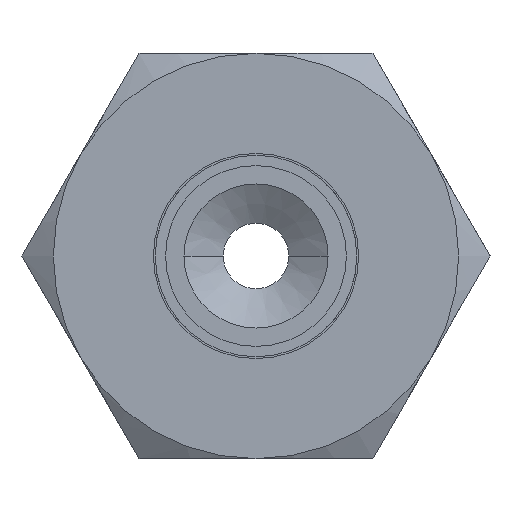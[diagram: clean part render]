
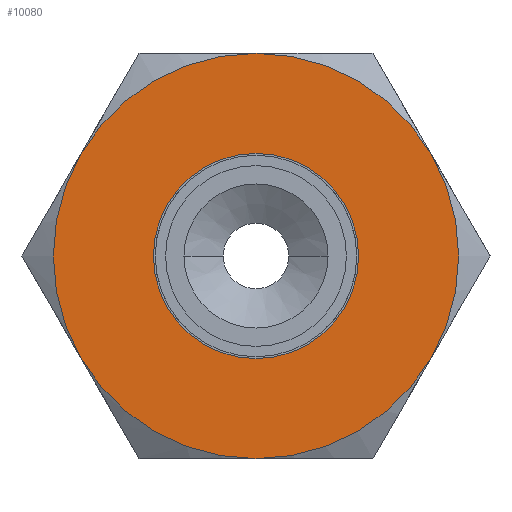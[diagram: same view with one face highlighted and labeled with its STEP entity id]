
A CAD part, left-side view. The second image highlights one B-rep face of the part: STEP entity #10080.
In plain terms, the highlighted planar face has unit normal (-1, 0, 0).
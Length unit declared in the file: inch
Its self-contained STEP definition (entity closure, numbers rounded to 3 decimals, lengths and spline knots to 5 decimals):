
#27 = EDGE_CURVE ( 'NONE', #7912, #709, #3081, .T. ) ;
#114 = AXIS2_PLACEMENT_3D ( 'NONE', #2602, #10045, #6926 ) ;
#305 = AXIS2_PLACEMENT_3D ( 'NONE', #11277, #1733, #11236 ) ;
#331 = ORIENTED_EDGE ( 'NONE', *, *, #10342, .F. ) ;
#467 = VERTEX_POINT ( 'NONE', #7625 ) ;
#481 = AXIS2_PLACEMENT_3D ( 'NONE', #11537, #6143, #3042 ) ;
#630 = CIRCLE ( 'NONE', #2370, 0.5625 ) ;
#709 = VERTEX_POINT ( 'NONE', #8365 ) ;
#930 = ORIENTED_EDGE ( 'NONE', *, *, #8678, .F. ) ;
#944 = DIRECTION ( 'NONE',  ( 1., 0., 0. ) ) ;
#1311 = DIRECTION ( 'NONE',  ( 0., 0., -1. ) ) ;
#1475 = EDGE_LOOP ( 'NONE', ( #12132, #331, #930, #10746, #13721, #5681 ) ) ;
#1680 = CARTESIAN_POINT ( 'NONE',  ( -0.9445, 0., 0. ) ) ;
#1733 = DIRECTION ( 'NONE',  ( 1., 0., 0. ) ) ;
#1924 = AXIS2_PLACEMENT_3D ( 'NONE', #2420, #4613, #9744 ) ;
#1945 = VERTEX_POINT ( 'NONE', #6186 ) ;
#2370 = AXIS2_PLACEMENT_3D ( 'NONE', #1680, #8297, #12411 ) ;
#2420 = CARTESIAN_POINT ( 'NONE',  ( -0.9445, 0., 0. ) ) ;
#2440 = DIRECTION ( 'NONE',  ( 0., 0., -1. ) ) ;
#2530 = AXIS2_PLACEMENT_3D ( 'NONE', #5164, #944, #8448 ) ;
#2602 = CARTESIAN_POINT ( 'NONE',  ( -0.9445, 0.5625, 0. ) ) ;
#3038 = CARTESIAN_POINT ( 'NONE',  ( -0.9445, 0.48714, 0.28125 ) ) ;
#3042 = DIRECTION ( 'NONE',  ( 0., 0., -1. ) ) ;
#3081 = CIRCLE ( 'NONE', #1924, 0.5625 ) ;
#3314 = CARTESIAN_POINT ( 'NONE',  ( -0.9445, 0., 0. ) ) ;
#3456 = FACE_BOUND ( 'NONE', #12544, .T. ) ;
#4390 = VERTEX_POINT ( 'NONE', #5333 ) ;
#4561 = CIRCLE ( 'NONE', #2530, 0.28475 ) ;
#4613 = DIRECTION ( 'NONE',  ( 1., 0., 0. ) ) ;
#5006 = CARTESIAN_POINT ( 'NONE',  ( -0.9445, 0., 0. ) ) ;
#5164 = CARTESIAN_POINT ( 'NONE',  ( -0.9445, 0., 0. ) ) ;
#5165 = EDGE_CURVE ( 'NONE', #9766, #1945, #6045, .T. ) ;
#5332 = CARTESIAN_POINT ( 'NONE',  ( -0.9445, -0.48714, 0.28125 ) ) ;
#5333 = CARTESIAN_POINT ( 'NONE',  ( -0.9445, 0., -0.28475 ) ) ;
#5452 = EDGE_CURVE ( 'NONE', #10022, #4390, #12068, .T. ) ;
#5557 = EDGE_CURVE ( 'NONE', #4390, #10022, #4561, .T. ) ;
#5681 = ORIENTED_EDGE ( 'NONE', *, *, #12393, .F. ) ;
#5783 = CARTESIAN_POINT ( 'NONE',  ( -0.9445, 0., -0.5625 ) ) ;
#5964 = ORIENTED_EDGE ( 'NONE', *, *, #5557, .T. ) ;
#6045 = CIRCLE ( 'NONE', #11115, 0.5625 ) ;
#6132 = VERTEX_POINT ( 'NONE', #5332 ) ;
#6143 = DIRECTION ( 'NONE',  ( 1., 0., 0. ) ) ;
#6186 = CARTESIAN_POINT ( 'NONE',  ( -0.9445, 0., 0.5625 ) ) ;
#6313 = FACE_OUTER_BOUND ( 'NONE', #1475, .T. ) ;
#6430 = AXIS2_PLACEMENT_3D ( 'NONE', #10797, #11863, #1311 ) ;
#6609 = DIRECTION ( 'NONE',  ( 0., 0., -1. ) ) ;
#6926 = DIRECTION ( 'NONE',  ( 0., 0., 1. ) ) ;
#7571 = AXIS2_PLACEMENT_3D ( 'NONE', #5006, #12459, #2440 ) ;
#7625 = CARTESIAN_POINT ( 'NONE',  ( -0.9445, -0.48714, -0.28125 ) ) ;
#7912 = VERTEX_POINT ( 'NONE', #5783 ) ;
#8297 = DIRECTION ( 'NONE',  ( 1., 0., 0. ) ) ;
#8365 = CARTESIAN_POINT ( 'NONE',  ( -0.9445, 0.48714, -0.28125 ) ) ;
#8448 = DIRECTION ( 'NONE',  ( 0., 0., -1. ) ) ;
#8678 = EDGE_CURVE ( 'NONE', #6132, #467, #630, .T. ) ;
#8816 = DIRECTION ( 'NONE',  ( 1., 0., 0. ) ) ;
#9002 = PLANE ( 'NONE',  #114 ) ;
#9744 = DIRECTION ( 'NONE',  ( 0., 0., -1. ) ) ;
#9766 = VERTEX_POINT ( 'NONE', #3038 ) ;
#9829 = CARTESIAN_POINT ( 'NONE',  ( -0.9445, 0., 0.28475 ) ) ;
#10022 = VERTEX_POINT ( 'NONE', #9829 ) ;
#10045 = DIRECTION ( 'NONE',  ( -1., 0., 0. ) ) ;
#10080 = ADVANCED_FACE ( 'NONE', ( #3456, #6313 ), #9002, .T. ) ;
#10342 = EDGE_CURVE ( 'NONE', #467, #7912, #13687, .T. ) ;
#10485 = ORIENTED_EDGE ( 'NONE', *, *, #5452, .T. ) ;
#10746 = ORIENTED_EDGE ( 'NONE', *, *, #13409, .F. ) ;
#10797 = CARTESIAN_POINT ( 'NONE',  ( -0.9445, 0., 0. ) ) ;
#11115 = AXIS2_PLACEMENT_3D ( 'NONE', #3314, #8816, #6609 ) ;
#11236 = DIRECTION ( 'NONE',  ( 0., 0., -1. ) ) ;
#11277 = CARTESIAN_POINT ( 'NONE',  ( -0.9445, 0., 0. ) ) ;
#11414 = CIRCLE ( 'NONE', #481, 0.5625 ) ;
#11537 = CARTESIAN_POINT ( 'NONE',  ( -0.9445, 0., 0. ) ) ;
#11863 = DIRECTION ( 'NONE',  ( 1., 0., 0. ) ) ;
#12068 = CIRCLE ( 'NONE', #7571, 0.28475 ) ;
#12132 = ORIENTED_EDGE ( 'NONE', *, *, #27, .F. ) ;
#12393 = EDGE_CURVE ( 'NONE', #709, #9766, #11414, .T. ) ;
#12411 = DIRECTION ( 'NONE',  ( 0., 0., -1. ) ) ;
#12459 = DIRECTION ( 'NONE',  ( 1., 0., 0. ) ) ;
#12544 = EDGE_LOOP ( 'NONE', ( #5964, #10485 ) ) ;
#13409 = EDGE_CURVE ( 'NONE', #1945, #6132, #13643, .T. ) ;
#13643 = CIRCLE ( 'NONE', #305, 0.5625 ) ;
#13687 = CIRCLE ( 'NONE', #6430, 0.5625 ) ;
#13721 = ORIENTED_EDGE ( 'NONE', *, *, #5165, .F. ) ;
